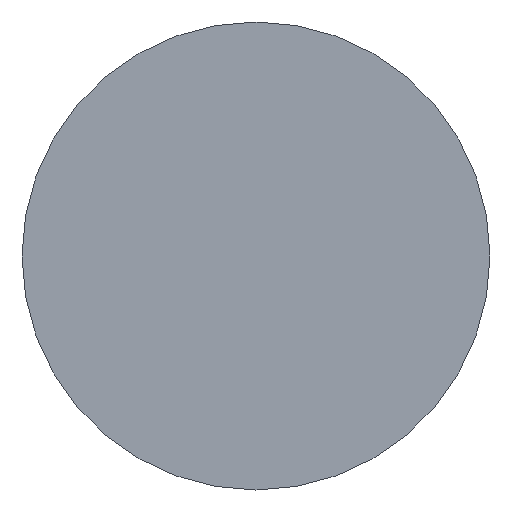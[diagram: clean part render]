
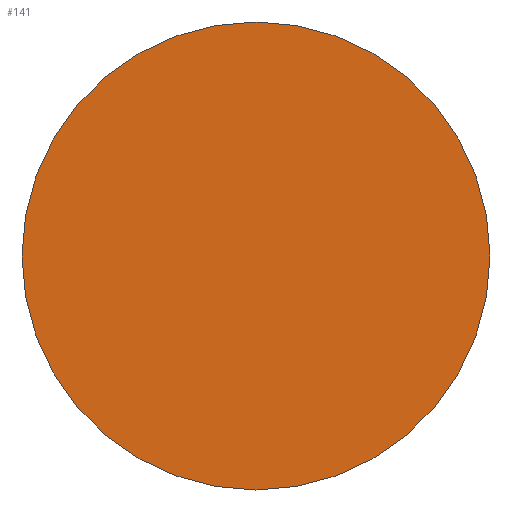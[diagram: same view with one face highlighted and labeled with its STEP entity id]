
A CAD part, left-side view. The second image highlights one B-rep face of the part: STEP entity #141.
In plain terms, the highlighted planar face has unit normal (-1, 0, 0).
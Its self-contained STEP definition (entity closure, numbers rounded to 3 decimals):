
#9 = DIRECTION ( 'NONE',  ( 0., 0., 1. ) ) ;
#16 = CARTESIAN_POINT ( 'NONE',  ( 113.739, 65.156, -25. ) ) ;
#30 = AXIS2_PLACEMENT_3D ( 'NONE', #144, #126, #165 ) ;
#31 = ORIENTED_EDGE ( 'NONE', *, *, #178, .T. ) ;
#34 = CIRCLE ( 'NONE', #138, 25. ) ;
#37 = DIRECTION ( 'NONE',  ( -1., 0., 0. ) ) ;
#45 = EDGE_CURVE ( 'NONE', #55, #160, #121, .T. ) ;
#50 = CARTESIAN_POINT ( 'NONE',  ( 113.739, 65.156, 25. ) ) ;
#51 = ORIENTED_EDGE ( 'NONE', *, *, #45, .T. ) ;
#55 = VERTEX_POINT ( 'NONE', #16 ) ;
#69 = CARTESIAN_POINT ( 'NONE',  ( 113.739, 65.156, 0. ) ) ;
#77 = FACE_OUTER_BOUND ( 'NONE', #140, .T. ) ;
#103 = AXIS2_PLACEMENT_3D ( 'NONE', #69, #37, #112 ) ;
#112 = DIRECTION ( 'NONE',  ( 0., 0., 1. ) ) ;
#121 = CIRCLE ( 'NONE', #103, 25. ) ;
#126 = DIRECTION ( 'NONE',  ( 1., 0., 0. ) ) ;
#128 = CARTESIAN_POINT ( 'NONE',  ( 113.739, 65.156, 0. ) ) ;
#138 = AXIS2_PLACEMENT_3D ( 'NONE', #128, #155, #9 ) ;
#140 = EDGE_LOOP ( 'NONE', ( #31, #51 ) ) ;
#141 = ADVANCED_FACE ( 'NONE', ( #77 ), #168, .F. ) ;
#144 = CARTESIAN_POINT ( 'NONE',  ( 113.739, 65.156, 0. ) ) ;
#155 = DIRECTION ( 'NONE',  ( -1., 0., 0. ) ) ;
#160 = VERTEX_POINT ( 'NONE', #50 ) ;
#165 = DIRECTION ( 'NONE',  ( 0., 0., -1. ) ) ;
#168 = PLANE ( 'NONE',  #30 ) ;
#178 = EDGE_CURVE ( 'NONE', #160, #55, #34, .T. ) ;
